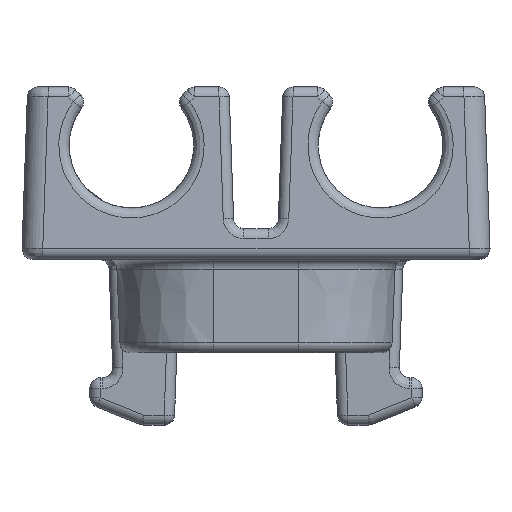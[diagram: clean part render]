
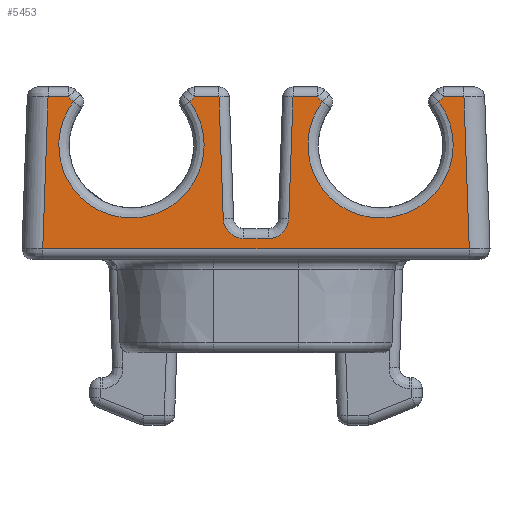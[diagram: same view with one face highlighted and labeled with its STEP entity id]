
A CAD part, left-side view. The second image highlights one B-rep face of the part: STEP entity #5453.
In plain terms, the highlighted planar face has unit normal (-0.999, 0, 0.035).
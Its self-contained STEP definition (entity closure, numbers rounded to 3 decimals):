
#106=PLANE('',#6212);
#297=ELLIPSE('',#6135,0.5,0.5);
#298=ELLIPSE('',#6139,0.5,0.5);
#299=ELLIPSE('',#6151,1.751,1.75);
#304=ELLIPSE('',#6202,1.751,1.75);
#727=FACE_OUTER_BOUND('',#1117,.T.);
#1117=EDGE_LOOP('',(#4809,#4810,#4811,#4812,#4813,#4814,#4815,#4816,#4817,
#4818,#4819,#4820,#4821,#4822,#4823,#4824,#4825,#4826));
#1425=LINE('',#11246,#1741);
#1426=LINE('',#11278,#1742);
#1427=LINE('',#11310,#1743);
#1429=LINE('',#11317,#1745);
#1432=LINE('',#11453,#1748);
#1443=LINE('',#11482,#1759);
#1445=LINE('',#11548,#1761);
#1451=LINE('',#11691,#1767);
#1452=LINE('',#11694,#1768);
#1453=LINE('',#11696,#1769);
#1454=LINE('',#11698,#1770);
#1455=LINE('',#11700,#1771);
#1456=LINE('',#11701,#1772);
#1457=LINE('',#11702,#1773);
#1741=VECTOR('',#7813,10.);
#1742=VECTOR('',#7822,10.);
#1743=VECTOR('',#7831,10.);
#1745=VECTOR('',#7841,10.);
#1748=VECTOR('',#7884,10.);
#1759=VECTOR('',#7911,10.);
#1761=VECTOR('',#7935,10.);
#1767=VECTOR('',#7993,10.);
#1768=VECTOR('',#7998,10.);
#1769=VECTOR('',#7999,10.);
#1770=VECTOR('',#8000,10.);
#1771=VECTOR('',#8001,10.);
#1772=VECTOR('',#8002,10.);
#1773=VECTOR('',#8003,10.);
#2514=VERTEX_POINT('',#11238);
#2516=VERTEX_POINT('',#11244);
#2517=VERTEX_POINT('',#11272);
#2518=VERTEX_POINT('',#11276);
#2519=VERTEX_POINT('',#11304);
#2520=VERTEX_POINT('',#11308);
#2521=VERTEX_POINT('',#11316);
#2525=VERTEX_POINT('',#11377);
#2526=VERTEX_POINT('',#11379);
#2529=VERTEX_POINT('',#11451);
#2539=VERTEX_POINT('',#11480);
#2542=VERTEX_POINT('',#11546);
#2546=VERTEX_POINT('',#11678);
#2547=VERTEX_POINT('',#11680);
#2548=VERTEX_POINT('',#11690);
#2549=VERTEX_POINT('',#11695);
#2550=VERTEX_POINT('',#11697);
#2551=VERTEX_POINT('',#11699);
#3243=EDGE_CURVE('',#2516,#2514,#1425,.T.);
#3245=EDGE_CURVE('',#2517,#2516,#297,.T.);
#3247=EDGE_CURVE('',#2518,#2517,#1426,.T.);
#3249=EDGE_CURVE('',#2519,#2518,#298,.T.);
#3251=EDGE_CURVE('',#2520,#2519,#1427,.T.);
#3254=EDGE_CURVE('',#2514,#2521,#1429,.T.);
#3261=EDGE_CURVE('',#2525,#2526,#299,.T.);
#3271=EDGE_CURVE('',#2529,#2525,#1432,.T.);
#3286=EDGE_CURVE('',#2539,#2529,#1443,.T.);
#3295=EDGE_CURVE('',#2542,#2520,#1445,.T.);
#3310=EDGE_CURVE('',#2546,#2547,#304,.T.);
#3315=EDGE_CURVE('',#2547,#2548,#1451,.T.);
#3317=EDGE_CURVE('',#2526,#2542,#1452,.T.);
#3318=EDGE_CURVE('',#2549,#2539,#1453,.T.);
#3319=EDGE_CURVE('',#2550,#2549,#1454,.T.);
#3320=EDGE_CURVE('',#2551,#2550,#1455,.T.);
#3321=EDGE_CURVE('',#2548,#2551,#1456,.T.);
#3322=EDGE_CURVE('',#2521,#2546,#1457,.T.);
#4809=ORIENTED_EDGE('',*,*,#3251,.F.);
#4810=ORIENTED_EDGE('',*,*,#3295,.F.);
#4811=ORIENTED_EDGE('',*,*,#3317,.F.);
#4812=ORIENTED_EDGE('',*,*,#3261,.F.);
#4813=ORIENTED_EDGE('',*,*,#3271,.F.);
#4814=ORIENTED_EDGE('',*,*,#3286,.F.);
#4815=ORIENTED_EDGE('',*,*,#3318,.F.);
#4816=ORIENTED_EDGE('',*,*,#3319,.F.);
#4817=ORIENTED_EDGE('',*,*,#3320,.F.);
#4818=ORIENTED_EDGE('',*,*,#3321,.F.);
#4819=ORIENTED_EDGE('',*,*,#3315,.F.);
#4820=ORIENTED_EDGE('',*,*,#3310,.F.);
#4821=ORIENTED_EDGE('',*,*,#3322,.F.);
#4822=ORIENTED_EDGE('',*,*,#3254,.F.);
#4823=ORIENTED_EDGE('',*,*,#3243,.F.);
#4824=ORIENTED_EDGE('',*,*,#3245,.F.);
#4825=ORIENTED_EDGE('',*,*,#3247,.F.);
#4826=ORIENTED_EDGE('',*,*,#3249,.F.);
#5453=ADVANCED_FACE('',(#727),#106,.F.);
#6135=AXIS2_PLACEMENT_3D('',#11274,#7816,#7817);
#6139=AXIS2_PLACEMENT_3D('',#11306,#7825,#7826);
#6151=AXIS2_PLACEMENT_3D('',#11380,#7854,#7855);
#6202=AXIS2_PLACEMENT_3D('',#11681,#7975,#7976);
#6212=AXIS2_PLACEMENT_3D('',#11693,#7996,#7997);
#7813=DIRECTION('',(0.035,-0.035,0.999));
#7816=DIRECTION('center_axis',(-0.999,0.,
0.035));
#7817=DIRECTION('ref_axis',(-0.035,0.,-0.999));
#7822=DIRECTION('',(0.,-1.,0.));
#7825=DIRECTION('center_axis',(-0.999,0.,
0.035));
#7826=DIRECTION('ref_axis',(-0.035,0.,-0.999));
#7831=DIRECTION('',(-0.035,-0.035,-0.999));
#7841=DIRECTION('',(0.,-1.,0.));
#7854=DIRECTION('center_axis',(-0.999,0.,
0.035));
#7855=DIRECTION('ref_axis',(-0.035,0.,-0.999));
#7884=DIRECTION('',(-0.025,-0.707,-0.707));
#7911=DIRECTION('',(0.,-1.,0.));
#7935=DIRECTION('',(0.,-1.,0.));
#7975=DIRECTION('center_axis',(-0.999,0.,
0.035));
#7976=DIRECTION('ref_axis',(-0.035,0.,-0.999));
#7993=DIRECTION('',(0.025,-0.707,0.707));
#7996=DIRECTION('center_axis',(0.999,0.,
-0.035));
#7997=DIRECTION('ref_axis',(-0.035,0.,-0.999));
#7998=DIRECTION('',(0.025,-0.707,0.707));
#7999=DIRECTION('',(0.035,-0.035,0.999));
#8000=DIRECTION('',(0.,1.,0.));
#8001=DIRECTION('',(-0.035,-0.035,-0.999));
#8002=DIRECTION('',(0.,-1.,0.));
#8003=DIRECTION('',(-0.025,-0.707,-0.707));
#11238=CARTESIAN_POINT('',(3.492,-8.141,7.91));
#11244=CARTESIAN_POINT('',(3.389,-8.039,4.979));
#11246=CARTESIAN_POINT('',(3.442,-8.091,6.478));
#11272=CARTESIAN_POINT('',(3.372,-7.539,4.496));
#11274=CARTESIAN_POINT('Origin',(3.39,-7.539,4.996));
#11276=CARTESIAN_POINT('',(3.372,-6.961,4.496));
#11278=CARTESIAN_POINT('',(3.372,-7.,4.496));
#11304=CARTESIAN_POINT('',(3.389,-6.461,4.979));
#11306=CARTESIAN_POINT('Origin',(3.39,-6.961,4.996));
#11308=CARTESIAN_POINT('',(3.492,-6.359,7.91));
#11310=CARTESIAN_POINT('',(3.501,-6.349,8.181));
#11316=CARTESIAN_POINT('',(3.492,-8.732,7.91));
#11317=CARTESIAN_POINT('',(3.492,-7.25,7.91));
#11377=CARTESIAN_POINT('',(3.488,-2.848,7.794));
#11379=CARTESIAN_POINT('',(3.488,-5.652,7.794));
#11380=CARTESIAN_POINT('Origin',(3.451,-4.25,6.746));
#11451=CARTESIAN_POINT('',(3.492,-2.732,7.91));
#11453=CARTESIAN_POINT('',(3.456,-3.741,6.902));
#11480=CARTESIAN_POINT('',(3.492,-2.241,7.91));
#11482=CARTESIAN_POINT('',(3.492,-7.25,7.91));
#11546=CARTESIAN_POINT('',(3.492,-5.768,7.91));
#11548=CARTESIAN_POINT('',(3.492,-7.25,7.91));
#11678=CARTESIAN_POINT('',(3.488,-8.848,7.794));
#11680=CARTESIAN_POINT('',(3.488,-11.652,7.794));
#11681=CARTESIAN_POINT('Origin',(3.451,-10.25,6.746));
#11690=CARTESIAN_POINT('',(3.492,-11.768,7.91));
#11691=CARTESIAN_POINT('',(3.45,-10.582,6.725));
#11693=CARTESIAN_POINT('Origin',(3.46,-7.25,6.997));
#11694=CARTESIAN_POINT('',(3.503,-6.081,8.224));
#11695=CARTESIAN_POINT('',(3.364,-2.114,4.255));
#11696=CARTESIAN_POINT('',(3.432,-2.182,6.208));
#11697=CARTESIAN_POINT('',(3.364,-12.386,4.255));
#11698=CARTESIAN_POINT('',(3.364,-7.25,4.255));
#11699=CARTESIAN_POINT('',(3.492,-12.259,7.91));
#11700=CARTESIAN_POINT('',(3.504,-12.246,8.279));
#11701=CARTESIAN_POINT('',(3.492,-7.25,7.91));
#11702=CARTESIAN_POINT('',(3.509,-8.242,8.401));
